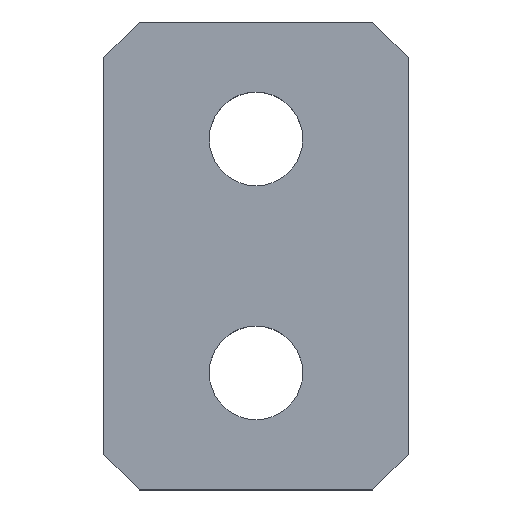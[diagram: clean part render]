
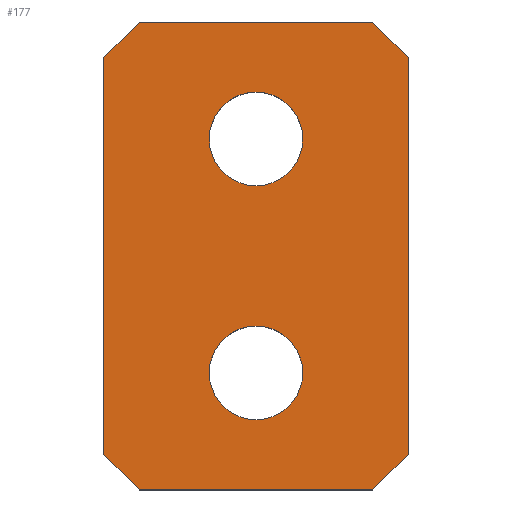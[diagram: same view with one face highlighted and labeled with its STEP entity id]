
A CAD part, top view. The second image highlights one B-rep face of the part: STEP entity #177.
In plain terms, the highlighted planar face has unit normal (0, 0, 1).
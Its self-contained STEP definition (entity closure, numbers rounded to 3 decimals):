
#2 = DIRECTION ( 'NONE',  ( 0., 0., 1. ) ) ;
#9 = VECTOR ( 'NONE', #276, 1000. ) ;
#21 = VECTOR ( 'NONE', #166, 1000. ) ;
#25 = FACE_BOUND ( 'NONE', #267, .T. ) ;
#33 = VECTOR ( 'NONE', #247, 1000. ) ;
#34 = DIRECTION ( 'NONE',  ( 1., 0., 0. ) ) ;
#36 = VERTEX_POINT ( 'NONE', #226 ) ;
#39 = DIRECTION ( 'NONE',  ( 1., 0., 0. ) ) ;
#46 = DIRECTION ( 'NONE',  ( 1., 0., 0. ) ) ;
#47 = CARTESIAN_POINT ( 'NONE',  ( 16.635, -16.676, 10. ) ) ;
#50 = VERTEX_POINT ( 'NONE', #47 ) ;
#56 = CARTESIAN_POINT ( 'NONE',  ( 10.635, -6.676, 10. ) ) ;
#61 = CARTESIAN_POINT ( 'NONE',  ( 19.635, -13.676, 10. ) ) ;
#64 = CIRCLE ( 'NONE', #273, 4. ) ;
#70 = CIRCLE ( 'NONE', #365, 4. ) ;
#76 = VERTEX_POINT ( 'NONE', #230 ) ;
#80 = VERTEX_POINT ( 'NONE', #198 ) ;
#83 = VERTEX_POINT ( 'NONE', #128 ) ;
#86 = ORIENTED_EDGE ( 'NONE', *, *, #297, .T. ) ;
#87 = CARTESIAN_POINT ( 'NONE',  ( -6.365, 23.324, 10. ) ) ;
#92 = LINE ( 'NONE', #334, #21 ) ;
#93 = EDGE_CURVE ( 'NONE', #135, #396, #92, .T. ) ;
#100 = ORIENTED_EDGE ( 'NONE', *, *, #211, .F. ) ;
#108 = CARTESIAN_POINT ( 'NONE',  ( -10.021, -10.021, 10. ) ) ;
#109 = EDGE_CURVE ( 'NONE', #307, #457, #187, .T. ) ;
#110 = CARTESIAN_POINT ( 'NONE',  ( 2.635, 13.324, 10. ) ) ;
#113 = CARTESIAN_POINT ( 'NONE',  ( 16.635, 23.324, 10. ) ) ;
#120 = CARTESIAN_POINT ( 'NONE',  ( 6.635, -6.676, 10. ) ) ;
#127 = EDGE_CURVE ( 'NONE', #396, #307, #171, .T. ) ;
#128 = CARTESIAN_POINT ( 'NONE',  ( -6.365, -13.676, 10. ) ) ;
#130 = ORIENTED_EDGE ( 'NONE', *, *, #93, .T. ) ;
#131 = PLANE ( 'NONE',  #388 ) ;
#135 = VERTEX_POINT ( 'NONE', #61 ) ;
#137 = DIRECTION ( 'NONE',  ( 0., 0., 1. ) ) ;
#142 = DIRECTION ( 'NONE',  ( 0., 0., 1. ) ) ;
#147 = CARTESIAN_POINT ( 'NONE',  ( 2.635, -6.676, 10. ) ) ;
#148 = LINE ( 'NONE', #108, #213 ) ;
#150 = DIRECTION ( 'NONE',  ( 0., -1., 0. ) ) ;
#156 = AXIS2_PLACEMENT_3D ( 'NONE', #210, #2, #34 ) ;
#166 = DIRECTION ( 'NONE',  ( 0., 1., 0. ) ) ;
#170 = VERTEX_POINT ( 'NONE', #56 ) ;
#171 = LINE ( 'NONE', #231, #243 ) ;
#173 = FACE_BOUND ( 'NONE', #363, .T. ) ;
#176 = AXIS2_PLACEMENT_3D ( 'NONE', #427, #312, #39 ) ;
#177 = ADVANCED_FACE ( 'NONE', ( #25, #173, #455 ), #131, .T. ) ;
#181 = CARTESIAN_POINT ( 'NONE',  ( 16.656, -16.656, 10. ) ) ;
#187 = LINE ( 'NONE', #321, #221 ) ;
#198 = CARTESIAN_POINT ( 'NONE',  ( 10.635, 13.324, 10. ) ) ;
#200 = DIRECTION ( 'NONE',  ( -0.707, 0.707, 0. ) ) ;
#210 = CARTESIAN_POINT ( 'NONE',  ( 6.635, 13.324, 10. ) ) ;
#211 = EDGE_CURVE ( 'NONE', #170, #302, #413, .T. ) ;
#213 = VECTOR ( 'NONE', #215, 1000. ) ;
#215 = DIRECTION ( 'NONE',  ( 0.707, -0.707, 0. ) ) ;
#218 = VERTEX_POINT ( 'NONE', #110 ) ;
#221 = VECTOR ( 'NONE', #450, 1000. ) ;
#223 = ORIENTED_EDGE ( 'NONE', *, *, #418, .T. ) ;
#224 = ORIENTED_EDGE ( 'NONE', *, *, #265, .F. ) ;
#225 = DIRECTION ( 'NONE',  ( 1., 0., 0. ) ) ;
#226 = CARTESIAN_POINT ( 'NONE',  ( -3.365, -16.676, 10. ) ) ;
#230 = CARTESIAN_POINT ( 'NONE',  ( -6.365, 20.324, 10. ) ) ;
#231 = CARTESIAN_POINT ( 'NONE',  ( 19.979, 19.979, 10. ) ) ;
#243 = VECTOR ( 'NONE', #200, 1000. ) ;
#246 = EDGE_CURVE ( 'NONE', #457, #76, #283, .T. ) ;
#247 = DIRECTION ( 'NONE',  ( 0.707, 0.707, 0. ) ) ;
#249 = ORIENTED_EDGE ( 'NONE', *, *, #127, .T. ) ;
#250 = LINE ( 'NONE', #87, #269 ) ;
#259 = CARTESIAN_POINT ( 'NONE',  ( -6.365, -16.676, 10. ) ) ;
#265 = EDGE_CURVE ( 'NONE', #80, #218, #429, .T. ) ;
#267 = EDGE_LOOP ( 'NONE', ( #224, #449 ) ) ;
#269 = VECTOR ( 'NONE', #150, 1000. ) ;
#273 = AXIS2_PLACEMENT_3D ( 'NONE', #120, #295, #225 ) ;
#276 = DIRECTION ( 'NONE',  ( -0.707, -0.707, 0. ) ) ;
#279 = EDGE_CURVE ( 'NONE', #83, #36, #148, .T. ) ;
#283 = LINE ( 'NONE', #315, #9 ) ;
#286 = ORIENTED_EDGE ( 'NONE', *, *, #109, .T. ) ;
#292 = CARTESIAN_POINT ( 'NONE',  ( -3.365, 23.324, 10. ) ) ;
#295 = DIRECTION ( 'NONE',  ( 0., 0., 1. ) ) ;
#297 = EDGE_CURVE ( 'NONE', #50, #135, #348, .T. ) ;
#301 = EDGE_CURVE ( 'NONE', #218, #80, #70, .T. ) ;
#302 = VERTEX_POINT ( 'NONE', #147 ) ;
#307 = VERTEX_POINT ( 'NONE', #113 ) ;
#312 = DIRECTION ( 'NONE',  ( 0., 0., 1. ) ) ;
#313 = CARTESIAN_POINT ( 'NONE',  ( 6.635, 13.324, 10. ) ) ;
#315 = CARTESIAN_POINT ( 'NONE',  ( -13.344, 13.344, 10. ) ) ;
#321 = CARTESIAN_POINT ( 'NONE',  ( -6.365, 23.324, 10. ) ) ;
#334 = CARTESIAN_POINT ( 'NONE',  ( 19.635, 23.324, 10. ) ) ;
#335 = CARTESIAN_POINT ( 'NONE',  ( 0., 0., 10. ) ) ;
#348 = LINE ( 'NONE', #181, #33 ) ;
#359 = ORIENTED_EDGE ( 'NONE', *, *, #279, .T. ) ;
#360 = CARTESIAN_POINT ( 'NONE',  ( 19.635, 20.324, 10. ) ) ;
#363 = EDGE_LOOP ( 'NONE', ( #100, #369 ) ) ;
#365 = AXIS2_PLACEMENT_3D ( 'NONE', #313, #142, #465 ) ;
#369 = ORIENTED_EDGE ( 'NONE', *, *, #383, .F. ) ;
#375 = ORIENTED_EDGE ( 'NONE', *, *, #453, .T. ) ;
#383 = EDGE_CURVE ( 'NONE', #302, #170, #64, .T. ) ;
#388 = AXIS2_PLACEMENT_3D ( 'NONE', #335, #137, #416 ) ;
#396 = VERTEX_POINT ( 'NONE', #360 ) ;
#413 = CIRCLE ( 'NONE', #176, 4. ) ;
#416 = DIRECTION ( 'NONE',  ( 1., 0., 0. ) ) ;
#418 = EDGE_CURVE ( 'NONE', #36, #50, #435, .T. ) ;
#427 = CARTESIAN_POINT ( 'NONE',  ( 6.635, -6.676, 10. ) ) ;
#429 = CIRCLE ( 'NONE', #156, 4. ) ;
#431 = EDGE_LOOP ( 'NONE', ( #375, #359, #223, #86, #130, #249, #286, #436 ) ) ;
#435 = LINE ( 'NONE', #259, #446 ) ;
#436 = ORIENTED_EDGE ( 'NONE', *, *, #246, .T. ) ;
#446 = VECTOR ( 'NONE', #46, 1000. ) ;
#449 = ORIENTED_EDGE ( 'NONE', *, *, #301, .F. ) ;
#450 = DIRECTION ( 'NONE',  ( -1., 0., 0. ) ) ;
#453 = EDGE_CURVE ( 'NONE', #76, #83, #250, .T. ) ;
#455 = FACE_OUTER_BOUND ( 'NONE', #431, .T. ) ;
#457 = VERTEX_POINT ( 'NONE', #292 ) ;
#465 = DIRECTION ( 'NONE',  ( 1., 0., 0. ) ) ;
